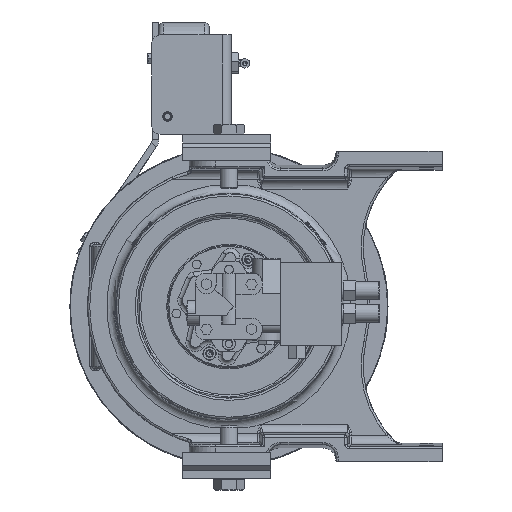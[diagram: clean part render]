
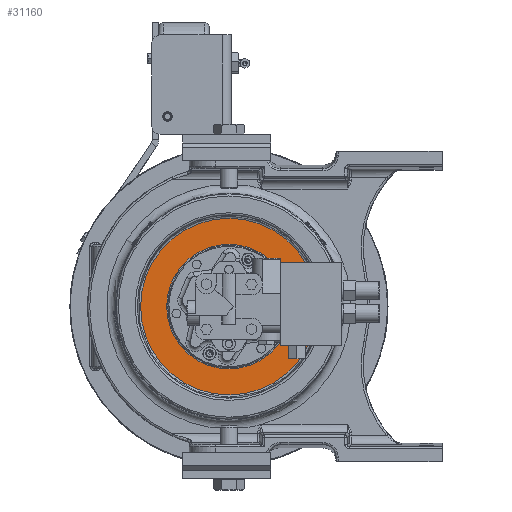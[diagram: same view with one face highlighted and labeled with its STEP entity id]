
A CAD part, left-side view. The second image highlights one B-rep face of the part: STEP entity #31160.
In plain terms, the highlighted planar face has unit normal (-1, 0, 0).
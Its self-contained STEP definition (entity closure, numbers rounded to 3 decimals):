
#3086=PLANE('',#33759);
#3410=FACE_BOUND('',#7396,.T.);
#5694=FACE_OUTER_BOUND('',#7395,.T.);
#7395=EDGE_LOOP('',(#28123,#28124));
#7396=EDGE_LOOP('',(#28125,#28126));
#13314=CIRCLE('',#33531,126.94);
#13315=CIRCLE('',#33532,126.94);
#13316=CIRCLE('',#33534,89.506);
#13317=CIRCLE('',#33535,89.506);
#16332=VERTEX_POINT('',#70455);
#16333=VERTEX_POINT('',#70457);
#16334=VERTEX_POINT('',#70461);
#16335=VERTEX_POINT('',#70462);
#20679=EDGE_CURVE('',#16333,#16332,#13314,.T.);
#20680=EDGE_CURVE('',#16332,#16333,#13315,.T.);
#20681=EDGE_CURVE('',#16334,#16335,#13316,.T.);
#20682=EDGE_CURVE('',#16335,#16334,#13317,.T.);
#28123=ORIENTED_EDGE('',*,*,#20679,.T.);
#28124=ORIENTED_EDGE('',*,*,#20680,.T.);
#28125=ORIENTED_EDGE('',*,*,#20681,.T.);
#28126=ORIENTED_EDGE('',*,*,#20682,.T.);
#31160=ADVANCED_FACE('',(#5694,#3410),#3086,.F.);
#33531=AXIS2_PLACEMENT_3D('',#70458,#40240,#40241);
#33532=AXIS2_PLACEMENT_3D('',#70459,#40242,#40243);
#33534=AXIS2_PLACEMENT_3D('',#70463,#40246,#40247);
#33535=AXIS2_PLACEMENT_3D('',#70464,#40248,#40249);
#33759=AXIS2_PLACEMENT_3D('',#78430,#40777,#40778);
#40240=DIRECTION('center_axis',(-1.,0.,0.));
#40241=DIRECTION('ref_axis',(0.,0.,
-1.));
#40242=DIRECTION('center_axis',(-1.,0.,0.));
#40243=DIRECTION('ref_axis',(0.,0.,
-1.));
#40246=DIRECTION('center_axis',(1.,0.,0.));
#40247=DIRECTION('ref_axis',(0.,0.,
-1.));
#40248=DIRECTION('center_axis',(1.,0.,0.));
#40249=DIRECTION('ref_axis',(0.,0.,
-1.));
#40777=DIRECTION('center_axis',(1.,0.,0.));
#40778=DIRECTION('ref_axis',(0.,0.,
-1.));
#70455=CARTESIAN_POINT('',(-268.388,14.394,131.711));
#70457=CARTESIAN_POINT('',(-268.388,14.394,-122.169));
#70458=CARTESIAN_POINT('Origin',(-268.388,14.394,4.771));
#70459=CARTESIAN_POINT('Origin',(-268.388,14.394,4.771));
#70461=CARTESIAN_POINT('',(-268.388,14.394,-84.735));
#70462=CARTESIAN_POINT('',(-268.388,14.394,94.277));
#70463=CARTESIAN_POINT('Origin',(-268.388,14.394,4.771));
#70464=CARTESIAN_POINT('Origin',(-268.388,14.394,4.771));
#78430=CARTESIAN_POINT('Origin',(-268.388,146.22,4.771));
